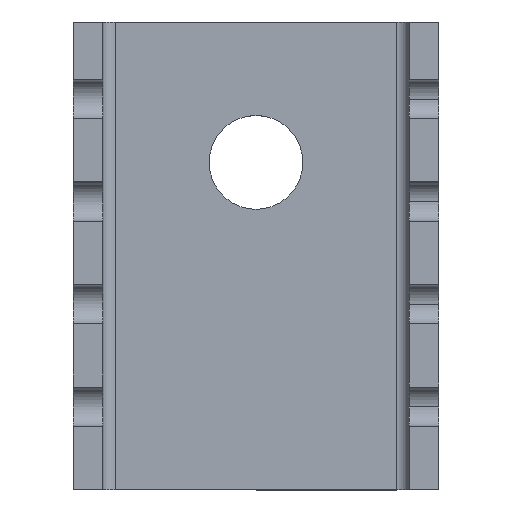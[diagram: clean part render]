
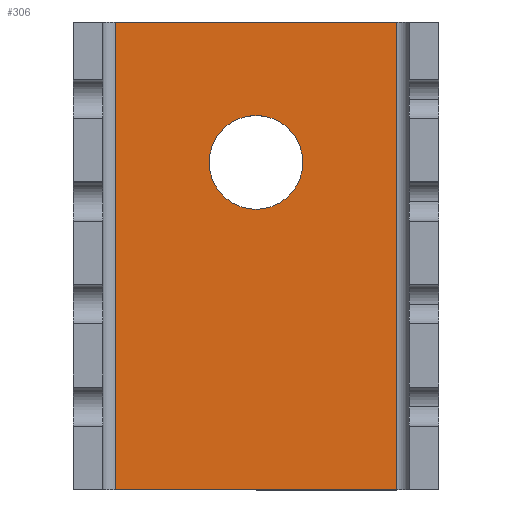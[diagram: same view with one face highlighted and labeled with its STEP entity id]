
A CAD part, top view. The second image highlights one B-rep face of the part: STEP entity #306.
In plain terms, the highlighted planar face has unit normal (0, 0, 1).
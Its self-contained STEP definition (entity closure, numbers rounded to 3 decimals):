
#65 = CIRCLE ( 'NONE', #188, 1.91 ) ;
#75 = AXIS2_PLACEMENT_3D ( 'NONE', #511, #512, #513 ) ;
#134 = VECTOR ( 'NONE', #508, 1000. ) ;
#137 = CIRCLE ( 'NONE', #75, 1.91 ) ;
#138 = VECTOR ( 'NONE', #506, 1000. ) ;
#188 = AXIS2_PLACEMENT_3D ( 'NONE', #2484, #2485, #2486 ) ;
#206 = EDGE_CURVE ( 'NONE', #1521, #1468, #65, .T. ) ;
#254 = EDGE_CURVE ( 'NONE', #1546, #1536, #1586, .T. ) ;
#255 = EDGE_CURVE ( 'NONE', #1539, #1537, #1587, .T. ) ;
#257 = EDGE_CURVE ( 'NONE', #1468, #1521, #137, .T. ) ;
#306 = ADVANCED_FACE ( 'NONE', ( #1654, #1655 ), #370, .F. ) ;
#370 = PLANE ( 'NONE',  #2136 ) ;
#371 = CARTESIAN_POINT ( 'NONE',  ( 16.135, 9.525, 1.2 ) ) ;
#372 = DIRECTION ( 'NONE',  ( 0., 0., -1. ) ) ;
#374 = DIRECTION ( 'NONE',  ( -1., 0., 0. ) ) ;
#505 = CARTESIAN_POINT ( 'NONE',  ( -16.135, -9.525, 1.2 ) ) ;
#506 = DIRECTION ( 'NONE',  ( 1., 0., 0. ) ) ;
#507 = CARTESIAN_POINT ( 'NONE',  ( -16.135, 9.525, 1.2 ) ) ;
#508 = DIRECTION ( 'NONE',  ( -1., 0., 0. ) ) ;
#511 = CARTESIAN_POINT ( 'NONE',  ( 0., 3.82, 1.2 ) ) ;
#512 = DIRECTION ( 'NONE',  ( 0., 0., -1. ) ) ;
#513 = DIRECTION ( 'NONE',  ( -1., 0., 0. ) ) ;
#622 = EDGE_CURVE ( 'NONE', #1539, #1536, #1406, .T. ) ;
#627 = EDGE_CURVE ( 'NONE', #1546, #1537, #1407, .T. ) ;
#701 = CARTESIAN_POINT ( 'NONE',  ( -5.741, 9.525, 1.2 ) ) ;
#702 = DIRECTION ( 'NONE',  ( 0., 1., 0. ) ) ;
#900 = EDGE_LOOP ( 'NONE', ( #932, #934 ) ) ;
#901 = EDGE_LOOP ( 'NONE', ( #931, #935, #933, #936 ) ) ;
#931 = ORIENTED_EDGE ( 'NONE', *, *, #255, .T. ) ;
#932 = ORIENTED_EDGE ( 'NONE', *, *, #257, .T. ) ;
#933 = ORIENTED_EDGE ( 'NONE', *, *, #254, .T. ) ;
#934 = ORIENTED_EDGE ( 'NONE', *, *, #206, .T. ) ;
#935 = ORIENTED_EDGE ( 'NONE', *, *, #627, .F. ) ;
#936 = ORIENTED_EDGE ( 'NONE', *, *, #622, .F. ) ;
#1195 = CARTESIAN_POINT ( 'NONE',  ( 5.741, 9.525, 1.2 ) ) ;
#1196 = DIRECTION ( 'NONE',  ( 0., -1., 0. ) ) ;
#1406 = LINE ( 'NONE', #1195, #1984 ) ;
#1407 = LINE ( 'NONE', #701, #1977 ) ;
#1468 = VERTEX_POINT ( 'NONE', #2385 ) ;
#1521 = VERTEX_POINT ( 'NONE', #2438 ) ;
#1536 = VERTEX_POINT ( 'NONE', #2447 ) ;
#1537 = VERTEX_POINT ( 'NONE', #2448 ) ;
#1539 = VERTEX_POINT ( 'NONE', #2450 ) ;
#1546 = VERTEX_POINT ( 'NONE', #2457 ) ;
#1586 = LINE ( 'NONE', #505, #138 ) ;
#1587 = LINE ( 'NONE', #507, #134 ) ;
#1654 = FACE_BOUND ( 'NONE', #900, .T. ) ;
#1655 = FACE_OUTER_BOUND ( 'NONE', #901, .T. ) ;
#1977 = VECTOR ( 'NONE', #702, 1000. ) ;
#1984 = VECTOR ( 'NONE', #1196, 1000. ) ;
#2136 = AXIS2_PLACEMENT_3D ( 'NONE', #371, #372, #374 ) ;
#2385 = CARTESIAN_POINT ( 'NONE',  ( -1.91, 3.82, 1.2 ) ) ;
#2438 = CARTESIAN_POINT ( 'NONE',  ( 1.91, 3.82, 1.2 ) ) ;
#2447 = CARTESIAN_POINT ( 'NONE',  ( 5.741, -9.525, 1.2 ) ) ;
#2448 = CARTESIAN_POINT ( 'NONE',  ( -5.741, 9.525, 1.2 ) ) ;
#2450 = CARTESIAN_POINT ( 'NONE',  ( 5.741, 9.525, 1.2 ) ) ;
#2457 = CARTESIAN_POINT ( 'NONE',  ( -5.741, -9.525, 1.2 ) ) ;
#2484 = CARTESIAN_POINT ( 'NONE',  ( 0., 3.82, 1.2 ) ) ;
#2485 = DIRECTION ( 'NONE',  ( 0., 0., -1. ) ) ;
#2486 = DIRECTION ( 'NONE',  ( -1., 0., 0. ) ) ;
